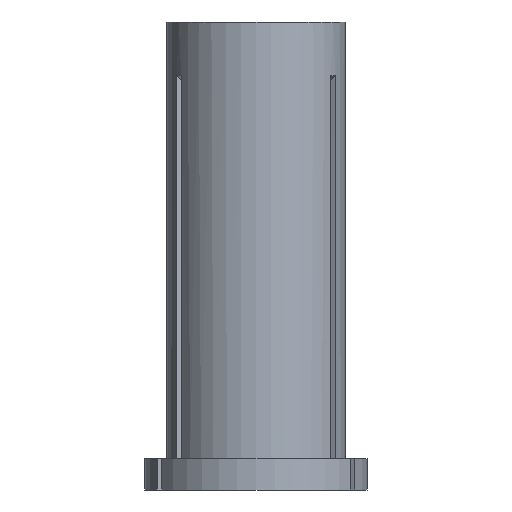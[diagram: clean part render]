
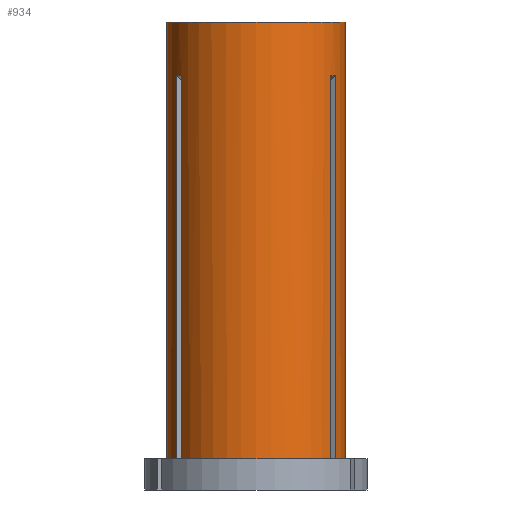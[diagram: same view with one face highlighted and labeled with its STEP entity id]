
A CAD part, front view. The second image highlights one B-rep face of the part: STEP entity #934.
In plain terms, the highlighted cylindrical face has radius 10 mm (diameter 20 mm), a partial arc.
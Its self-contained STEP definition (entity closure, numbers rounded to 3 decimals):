
#22 = EDGE_CURVE ( 'NONE', #813, #354, #556, .T. ) ;
#43 = DIRECTION ( 'NONE',  ( 0., 0., 1. ) ) ;
#68 = CARTESIAN_POINT ( 'NONE',  ( 10., 0., 0. ) ) ;
#70 = VERTEX_POINT ( 'NONE', #226 ) ;
#87 = CARTESIAN_POINT ( 'NONE',  ( 8.581, -5.146, -5.997 ) ) ;
#107 = EDGE_CURVE ( 'NONE', #510, #121, #702, .T. ) ;
#117 = DIRECTION ( 'NONE',  ( 0., 0., 1. ) ) ;
#119 = EDGE_CURVE ( 'NONE', #424, #391, #790, .T. ) ;
#120 = EDGE_CURVE ( 'NONE', #121, #986, #689, .T. ) ;
#121 = VERTEX_POINT ( 'NONE', #320 ) ;
#151 = EDGE_CURVE ( 'NONE', #760, #987, #937, .T. ) ;
#172 = DIRECTION ( 'NONE',  ( 0., 0., 1. ) ) ;
#188 = CARTESIAN_POINT ( 'NONE',  ( -8.899, -4.561, -6.01 ) ) ;
#196 = VECTOR ( 'NONE', #453, 1000. ) ;
#214 = CIRCLE ( 'NONE', #327, 10. ) ;
#226 = CARTESIAN_POINT ( 'NONE',  ( -8.399, -5.427, -49. ) ) ;
#243 = DIRECTION ( 'NONE',  ( 0., 0., 1. ) ) ;
#287 = ORIENTED_EDGE ( 'NONE', *, *, #511, .T. ) ;
#301 = CIRCLE ( 'NONE', #815, 10. ) ;
#311 = EDGE_CURVE ( 'NONE', #70, #510, #214, .T. ) ;
#312 = DIRECTION ( 'NONE',  ( 0., 0., 1. ) ) ;
#317 = CARTESIAN_POINT ( 'NONE',  ( -10., 0., 0. ) ) ;
#320 = CARTESIAN_POINT ( 'NONE',  ( 8.399, -5.427, -6.01 ) ) ;
#323 = EDGE_CURVE ( 'NONE', #391, #470, #413, .T. ) ;
#327 = AXIS2_PLACEMENT_3D ( 'NONE', #758, #243, #363 ) ;
#331 = ORIENTED_EDGE ( 'NONE', *, *, #881, .F. ) ;
#347 = AXIS2_PLACEMENT_3D ( 'NONE', #657, #117, #791 ) ;
#353 = CARTESIAN_POINT ( 'NONE',  ( 8.899, -4.561, -6.01 ) ) ;
#354 = VERTEX_POINT ( 'NONE', #447 ) ;
#363 = DIRECTION ( 'NONE',  ( 1., 0., 0. ) ) ;
#377 = CARTESIAN_POINT ( 'NONE',  ( 0., 0., -49. ) ) ;
#381 = CARTESIAN_POINT ( 'NONE',  ( -8.899, -4.561, -6.01 ) ) ;
#391 = VERTEX_POINT ( 'NONE', #1047 ) ;
#413 = LINE ( 'NONE', #68, #1070 ) ;
#424 = VERTEX_POINT ( 'NONE', #452 ) ;
#438 = DIRECTION ( 'NONE',  ( 1., 0., 0. ) ) ;
#447 = CARTESIAN_POINT ( 'NONE',  ( -10., 0., 0. ) ) ;
#452 = CARTESIAN_POINT ( 'NONE',  ( 8.899, -4.561, -49. ) ) ;
#453 = DIRECTION ( 'NONE',  ( 0., 0., 1. ) ) ;
#468 = CARTESIAN_POINT ( 'NONE',  ( -8.399, -5.427, 0. ) ) ;
#470 = VERTEX_POINT ( 'NONE', #530 ) ;
#479 = VECTOR ( 'NONE', #616, 1000. ) ;
#488 = ORIENTED_EDGE ( 'NONE', *, *, #652, .F. ) ;
#491 = CARTESIAN_POINT ( 'NONE',  ( -8.581, -5.146, -5.997 ) ) ;
#510 = VERTEX_POINT ( 'NONE', #1128 ) ;
#511 = EDGE_CURVE ( 'NONE', #813, #886, #301, .T. ) ;
#514 = ORIENTED_EDGE ( 'NONE', *, *, #22, .F. ) ;
#515 = CARTESIAN_POINT ( 'NONE',  ( 8.399, -5.427, 0. ) ) ;
#516 = ORIENTED_EDGE ( 'NONE', *, *, #323, .T. ) ;
#528 = CARTESIAN_POINT ( 'NONE',  ( 0., 0., -49. ) ) ;
#530 = CARTESIAN_POINT ( 'NONE',  ( 10., 0., 0. ) ) ;
#536 = EDGE_CURVE ( 'NONE', #886, #760, #537, .T. ) ;
#537 = LINE ( 'NONE', #1040, #731 ) ;
#543 = CARTESIAN_POINT ( 'NONE',  ( -8.399, -5.427, -6.01 ) ) ;
#545 = ORIENTED_EDGE ( 'NONE', *, *, #107, .T. ) ;
#549 = AXIS2_PLACEMENT_3D ( 'NONE', #810, #798, #637 ) ;
#556 = LINE ( 'NONE', #317, #1003 ) ;
#572 = EDGE_CURVE ( 'NONE', #424, #986, #951, .T. ) ;
#598 = CARTESIAN_POINT ( 'NONE',  ( 8.899, -4.561, -6.01 ) ) ;
#616 = DIRECTION ( 'NONE',  ( 0., 0., 1. ) ) ;
#637 = DIRECTION ( 'NONE',  ( 1., 0., 0. ) ) ;
#644 = CARTESIAN_POINT ( 'NONE',  ( -8.899, -4.561, -49. ) ) ;
#652 = EDGE_CURVE ( 'NONE', #70, #987, #1094, .T. ) ;
#657 = CARTESIAN_POINT ( 'NONE',  ( 0., 0., 0. ) ) ;
#665 = ORIENTED_EDGE ( 'NONE', *, *, #120, .T. ) ;
#689 = B_SPLINE_CURVE_WITH_KNOTS ( 'NONE', 3,
 ( #943, #87, #1120, #353 ),
 .UNSPECIFIED., .F., .F.,
 ( 4, 4 ),
 ( 0., 0.001 ),
 .UNSPECIFIED. ) ;
#702 = LINE ( 'NONE', #515, #833 ) ;
#716 = CARTESIAN_POINT ( 'NONE',  ( 8.899, -4.561, 0. ) ) ;
#719 = ORIENTED_EDGE ( 'NONE', *, *, #151, .T. ) ;
#731 = VECTOR ( 'NONE', #43, 1000. ) ;
#758 = CARTESIAN_POINT ( 'NONE',  ( 0., 0., -49. ) ) ;
#760 = VERTEX_POINT ( 'NONE', #381 ) ;
#771 = CARTESIAN_POINT ( 'NONE',  ( -8.399, -5.427, -6.01 ) ) ;
#779 = CIRCLE ( 'NONE', #347, 10. ) ;
#790 = CIRCLE ( 'NONE', #948, 10. ) ;
#791 = DIRECTION ( 'NONE',  ( 1., 0., 0. ) ) ;
#798 = DIRECTION ( 'NONE',  ( 0., 0., 1. ) ) ;
#810 = CARTESIAN_POINT ( 'NONE',  ( 0., 0., 0. ) ) ;
#813 = VERTEX_POINT ( 'NONE', #1046 ) ;
#815 = AXIS2_PLACEMENT_3D ( 'NONE', #377, #312, #868 ) ;
#819 = DIRECTION ( 'NONE',  ( 0., 0., 1. ) ) ;
#833 = VECTOR ( 'NONE', #1020, 1000. ) ;
#868 = DIRECTION ( 'NONE',  ( 1., 0., 0. ) ) ;
#881 = EDGE_CURVE ( 'NONE', #354, #470, #779, .T. ) ;
#886 = VERTEX_POINT ( 'NONE', #644 ) ;
#894 = CYLINDRICAL_SURFACE ( 'NONE', #549, 10. ) ;
#925 = FACE_OUTER_BOUND ( 'NONE', #994, .T. ) ;
#931 = ORIENTED_EDGE ( 'NONE', *, *, #536, .T. ) ;
#934 = ADVANCED_FACE ( 'NONE', ( #925 ), #894, .T. ) ;
#937 = B_SPLINE_CURVE_WITH_KNOTS ( 'NONE', 3,
 ( #188, #1130, #491, #771 ),
 .UNSPECIFIED., .F., .F.,
 ( 4, 4 ),
 ( 0., 0.001 ),
 .UNSPECIFIED. ) ;
#943 = CARTESIAN_POINT ( 'NONE',  ( 8.399, -5.427, -6.01 ) ) ;
#948 = AXIS2_PLACEMENT_3D ( 'NONE', #528, #1035, #438 ) ;
#951 = LINE ( 'NONE', #716, #479 ) ;
#964 = ORIENTED_EDGE ( 'NONE', *, *, #119, .T. ) ;
#986 = VERTEX_POINT ( 'NONE', #598 ) ;
#987 = VERTEX_POINT ( 'NONE', #543 ) ;
#994 = EDGE_LOOP ( 'NONE', ( #514, #287, #931, #719, #488, #1114, #545, #665, #1031, #964, #516, #331 ) ) ;
#1003 = VECTOR ( 'NONE', #819, 1000. ) ;
#1020 = DIRECTION ( 'NONE',  ( 0., 0., 1. ) ) ;
#1031 = ORIENTED_EDGE ( 'NONE', *, *, #572, .F. ) ;
#1035 = DIRECTION ( 'NONE',  ( 0., 0., 1. ) ) ;
#1040 = CARTESIAN_POINT ( 'NONE',  ( -8.899, -4.561, 0. ) ) ;
#1046 = CARTESIAN_POINT ( 'NONE',  ( -10., 0., -49. ) ) ;
#1047 = CARTESIAN_POINT ( 'NONE',  ( 10., 0., -49. ) ) ;
#1070 = VECTOR ( 'NONE', #172, 1000. ) ;
#1094 = LINE ( 'NONE', #468, #196 ) ;
#1114 = ORIENTED_EDGE ( 'NONE', *, *, #311, .T. ) ;
#1120 = CARTESIAN_POINT ( 'NONE',  ( 8.747, -4.858, -5.997 ) ) ;
#1128 = CARTESIAN_POINT ( 'NONE',  ( 8.399, -5.427, -49. ) ) ;
#1130 = CARTESIAN_POINT ( 'NONE',  ( -8.747, -4.858, -5.997 ) ) ;
